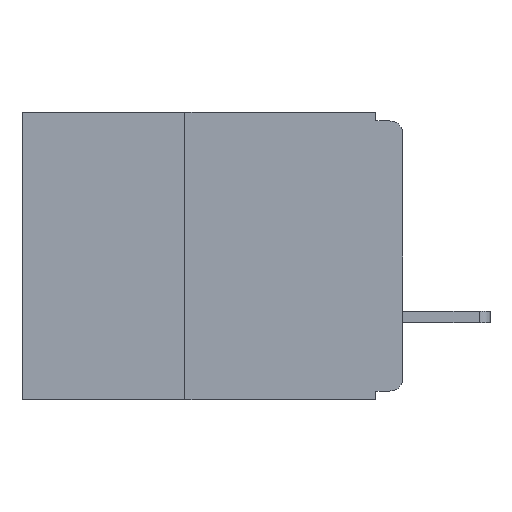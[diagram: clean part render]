
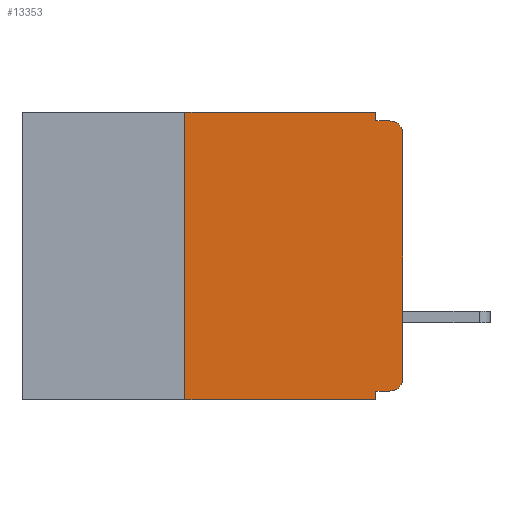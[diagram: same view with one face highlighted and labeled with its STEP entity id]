
A CAD part, left-side view. The second image highlights one B-rep face of the part: STEP entity #13353.
In plain terms, the highlighted planar face has unit normal (-1, 0, 0).
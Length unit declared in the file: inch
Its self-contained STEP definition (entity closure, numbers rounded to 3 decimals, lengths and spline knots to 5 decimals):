
#222 = DIRECTION ( 'NONE',  ( 0., 1., 0. ) ) ;
#230 = AXIS2_PLACEMENT_3D ( 'NONE', #17603, #17504, #17462 ) ;
#343 = VERTEX_POINT ( 'NONE', #8137 ) ;
#362 = EDGE_LOOP ( 'NONE', ( #2257, #2525, #2613, #2655, #904, #4083, #4407, #4686, #5421, #5493 ) ) ;
#904 = ORIENTED_EDGE ( 'NONE', *, *, #9763, .F. ) ;
#953 = DIRECTION ( 'NONE',  ( 0., 0., 1. ) ) ;
#1168 = CARTESIAN_POINT ( 'NONE',  ( 0., 0., -0.32 ) ) ;
#1456 = EDGE_CURVE ( 'NONE', #16179, #8716, #17092, .T. ) ;
#1742 = VECTOR ( 'NONE', #16641, 39.37008 ) ;
#1821 = LINE ( 'NONE', #16193, #1742 ) ;
#1903 = VERTEX_POINT ( 'NONE', #17606 ) ;
#2167 = CARTESIAN_POINT ( 'NONE',  ( 0., 0.015, -0.01 ) ) ;
#2257 = ORIENTED_EDGE ( 'NONE', *, *, #1456, .T. ) ;
#2525 = ORIENTED_EDGE ( 'NONE', *, *, #11930, .T. ) ;
#2613 = ORIENTED_EDGE ( 'NONE', *, *, #16335, .F. ) ;
#2655 = ORIENTED_EDGE ( 'NONE', *, *, #14315, .F. ) ;
#4083 = ORIENTED_EDGE ( 'NONE', *, *, #12568, .F. ) ;
#4304 = CIRCLE ( 'NONE', #9101, 0.015 ) ;
#4407 = ORIENTED_EDGE ( 'NONE', *, *, #12912, .T. ) ;
#4443 = DIRECTION ( 'NONE',  ( 0., 0., -1. ) ) ;
#4484 = DIRECTION ( 'NONE',  ( -1., 0., 0. ) ) ;
#4502 = CARTESIAN_POINT ( 'NONE',  ( 0., 0.015, -0.305 ) ) ;
#4548 = EDGE_CURVE ( 'NONE', #12183, #8421, #14148, .T. ) ;
#4610 = VECTOR ( 'NONE', #7418, 39.37008 ) ;
#4686 = ORIENTED_EDGE ( 'NONE', *, *, #4548, .F. ) ;
#4792 = LINE ( 'NONE', #7550, #4610 ) ;
#5039 = CARTESIAN_POINT ( 'NONE',  ( 0., 0.25, -0.33 ) ) ;
#5055 = VERTEX_POINT ( 'NONE', #7057 ) ;
#5421 = ORIENTED_EDGE ( 'NONE', *, *, #9256, .F. ) ;
#5493 = ORIENTED_EDGE ( 'NONE', *, *, #16433, .T. ) ;
#5859 = VERTEX_POINT ( 'NONE', #17845 ) ;
#6197 = DIRECTION ( 'NONE',  ( 0., 0., 1. ) ) ;
#6360 = VECTOR ( 'NONE', #9219, 39.37008 ) ;
#6584 = LINE ( 'NONE', #9890, #6360 ) ;
#6911 = FACE_OUTER_BOUND ( 'NONE', #362, .T. ) ;
#7057 = CARTESIAN_POINT ( 'NONE',  ( 0., 0.25, -0.33 ) ) ;
#7140 = CARTESIAN_POINT ( 'NONE',  ( 0., 0.25, 0. ) ) ;
#7418 = DIRECTION ( 'NONE',  ( 0., -1., 0. ) ) ;
#7550 = CARTESIAN_POINT ( 'NONE',  ( 0., 0., -0.01 ) ) ;
#8137 = CARTESIAN_POINT ( 'NONE',  ( 0., 0.031, 0. ) ) ;
#8421 = VERTEX_POINT ( 'NONE', #17763 ) ;
#8541 = VECTOR ( 'NONE', #222, 39.37008 ) ;
#8581 = LINE ( 'NONE', #1168, #8541 ) ;
#8716 = VERTEX_POINT ( 'NONE', #10876 ) ;
#8794 = DIRECTION ( 'NONE',  ( 0., 0., -1. ) ) ;
#8967 = CARTESIAN_POINT ( 'NONE',  ( 0., 0.031, -0.33 ) ) ;
#8970 = LINE ( 'NONE', #13392, #9032 ) ;
#9032 = VECTOR ( 'NONE', #13228, 39.37008 ) ;
#9083 = CARTESIAN_POINT ( 'NONE',  ( 0., 0.031, -0.32 ) ) ;
#9101 = AXIS2_PLACEMENT_3D ( 'NONE', #4502, #4484, #4443 ) ;
#9219 = DIRECTION ( 'NONE',  ( 0., -1., 0. ) ) ;
#9256 = EDGE_CURVE ( 'NONE', #1903, #12183, #8581, .T. ) ;
#9763 = EDGE_CURVE ( 'NONE', #10752, #343, #6584, .T. ) ;
#9890 = CARTESIAN_POINT ( 'NONE',  ( 0., 0.437, 0. ) ) ;
#10249 = LINE ( 'NONE', #5039, #10266 ) ;
#10266 = VECTOR ( 'NONE', #6197, 39.37008 ) ;
#10602 = CARTESIAN_POINT ( 'NONE',  ( 0., 0., -0.305 ) ) ;
#10752 = VERTEX_POINT ( 'NONE', #7140 ) ;
#10876 = CARTESIAN_POINT ( 'NONE',  ( 0., 0., -0.025 ) ) ;
#11930 = EDGE_CURVE ( 'NONE', #8716, #15150, #12711, .T. ) ;
#12183 = VERTEX_POINT ( 'NONE', #9083 ) ;
#12568 = EDGE_CURVE ( 'NONE', #5055, #10752, #10249, .T. ) ;
#12711 = CIRCLE ( 'NONE', #18018, 0.015 ) ;
#12822 = CARTESIAN_POINT ( 'NONE',  ( 0., 0., 0. ) ) ;
#12912 = EDGE_CURVE ( 'NONE', #5055, #8421, #8970, .T. ) ;
#13228 = DIRECTION ( 'NONE',  ( 0., -1., 0. ) ) ;
#13353 = ADVANCED_FACE ( 'NONE', ( #6911 ), #17777, .F. ) ;
#13392 = CARTESIAN_POINT ( 'NONE',  ( 0., 0.437, -0.33 ) ) ;
#14131 = VECTOR ( 'NONE', #8794, 39.37008 ) ;
#14148 = LINE ( 'NONE', #8967, #14131 ) ;
#14315 = EDGE_CURVE ( 'NONE', #343, #5859, #1821, .T. ) ;
#15150 = VERTEX_POINT ( 'NONE', #2167 ) ;
#16078 = DIRECTION ( 'NONE',  ( 0., 0., -1. ) ) ;
#16090 = DIRECTION ( 'NONE',  ( -1., 0., 0. ) ) ;
#16179 = VERTEX_POINT ( 'NONE', #10602 ) ;
#16182 = CARTESIAN_POINT ( 'NONE',  ( 0., 0.015, -0.025 ) ) ;
#16193 = CARTESIAN_POINT ( 'NONE',  ( 0., 0.031, 0. ) ) ;
#16335 = EDGE_CURVE ( 'NONE', #5859, #15150, #4792, .T. ) ;
#16433 = EDGE_CURVE ( 'NONE', #1903, #16179, #4304, .T. ) ;
#16641 = DIRECTION ( 'NONE',  ( 0., 0., -1. ) ) ;
#17032 = VECTOR ( 'NONE', #953, 39.37008 ) ;
#17092 = LINE ( 'NONE', #12822, #17032 ) ;
#17462 = DIRECTION ( 'NONE',  ( 0., 0., -1. ) ) ;
#17504 = DIRECTION ( 'NONE',  ( 1., 0., 0. ) ) ;
#17603 = CARTESIAN_POINT ( 'NONE',  ( 0., 0.437, 0. ) ) ;
#17606 = CARTESIAN_POINT ( 'NONE',  ( 0., 0.015, -0.32 ) ) ;
#17763 = CARTESIAN_POINT ( 'NONE',  ( 0., 0.031, -0.33 ) ) ;
#17777 = PLANE ( 'NONE',  #230 ) ;
#17845 = CARTESIAN_POINT ( 'NONE',  ( 0., 0.031, -0.01 ) ) ;
#18018 = AXIS2_PLACEMENT_3D ( 'NONE', #16182, #16090, #16078 ) ;
